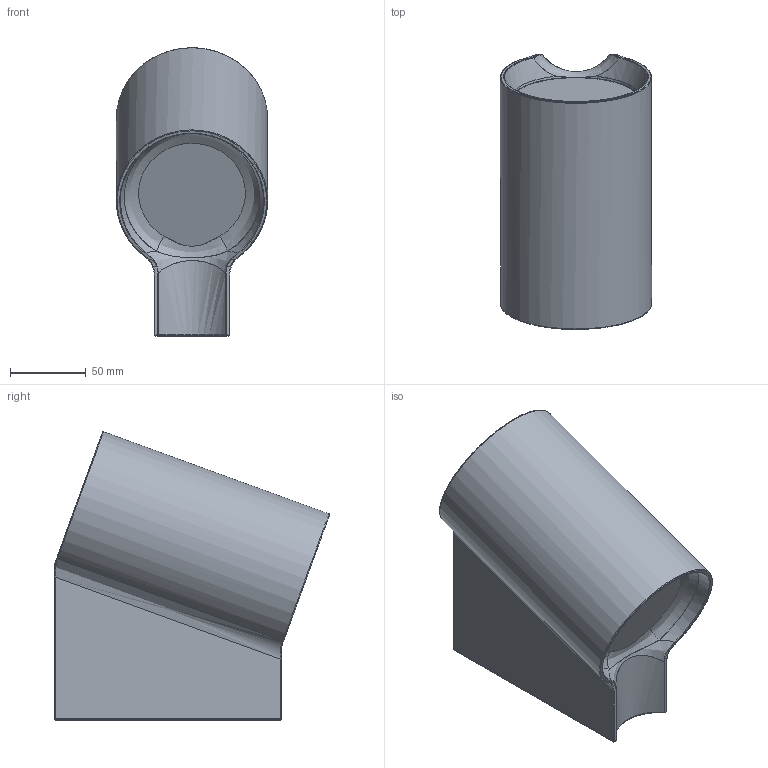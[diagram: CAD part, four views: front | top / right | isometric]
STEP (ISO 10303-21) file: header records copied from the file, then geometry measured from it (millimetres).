
FILE_DESCRIPTION(/* description */ (''),/* implementation_level */ '2;1');
FILE_NAME(/* name */ 'T086000_OBLIQUE PARETE',/* time_stamp */ '2018-01-25T10:58:28+01:00',/* author */ (''),/* organization */ (''),/* preprocessor_version */ 'ST-DEVELOPER v15',/* originating_system */ '',/* authorisation */ '');
FILE_SCHEMA (('CONFIG_CONTROL_DESIGN'));
Length unit declared in the file: millimetre
Products named in the file (1): Document
Bounding box: 99.89 x 181.77 x 190.7 mm (x, y, z)
Surface area: 98886 mm2 (no closed solid volume)
Topology: 0 solids, 138 shells, 146 faces, 648 edges, 633 vertices
Faces by surface type: bspline 124, plane 22
Entity records: 9969 total; most frequent: CARTESIAN_POINT 6869, ORIENTED_EDGE 653, EDGE_CURVE 643, VERTEX_POINT 633, B_SPLINE_CURVE_WITH_KNOTS 289, EDGE_LOOP 152, ADVANCED_FACE 146, FACE_OUTER_BOUND 146
